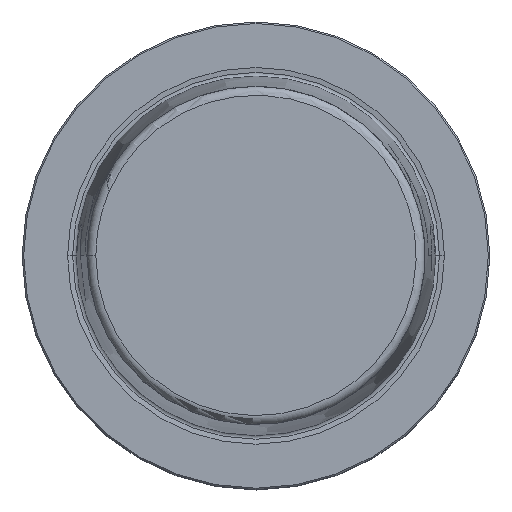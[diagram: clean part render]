
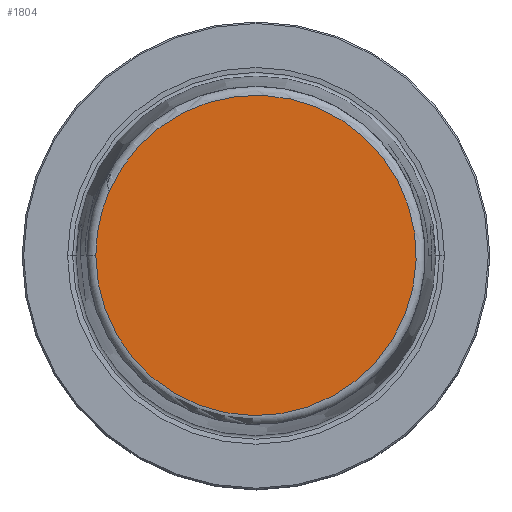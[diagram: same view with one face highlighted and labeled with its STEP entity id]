
A CAD part, top view. The second image highlights one B-rep face of the part: STEP entity #1804.
In plain terms, the highlighted planar face has unit normal (0, 0, 1).
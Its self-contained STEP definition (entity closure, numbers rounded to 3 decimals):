
#787=CARTESIAN_POINT('',(0.,0.,31.9));
#788=DIRECTION('',(0.,0.,-1.));
#789=DIRECTION('',(-0.917,0.399,0.));
#790=AXIS2_PLACEMENT_3D('',#787,#788,#789);
#795=CARTESIAN_POINT('',(0.,0.,31.9));
#796=DIRECTION('',(0.,0.,1.));
#797=DIRECTION('',(-0.917,0.399,0.));
#798=AXIS2_PLACEMENT_3D('',#795,#796,#797);
#1340=CARTESIAN_POINT('',(-21.581,0.,31.9));
#1342=VERTEX_POINT('',#1340);
#1345=CARTESIAN_POINT('',(-19.79,8.608,31.9));
#1346=VERTEX_POINT('',#1345);
#1795=CARTESIAN_POINT('',(0.,0.,31.9));
#1796=DIRECTION('',(0.,0.,-1.));
#1797=DIRECTION('',(-1.,0.,0.));
#1798=AXIS2_PLACEMENT_3D('',#1795,#1796,#1797);
#1799=PLANE('',#1798);
#1800=ORIENTED_EDGE('',*,*,#1783,.T.);
#1801=ORIENTED_EDGE('',*,*,#1771,.F.);
#1802=EDGE_LOOP('',(#1800,#1801));
#1803=FACE_OUTER_BOUND('',#1802,.F.);
#791=CIRCLE('',#790,21.581);
#799=CIRCLE('',#798,21.581);
#1771=EDGE_CURVE('',#1346,#1342,#799,.T.);
#1783=EDGE_CURVE('',#1346,#1342,#791,.T.);
#1804=ADVANCED_FACE('',(#1803),#1799,.F.);
